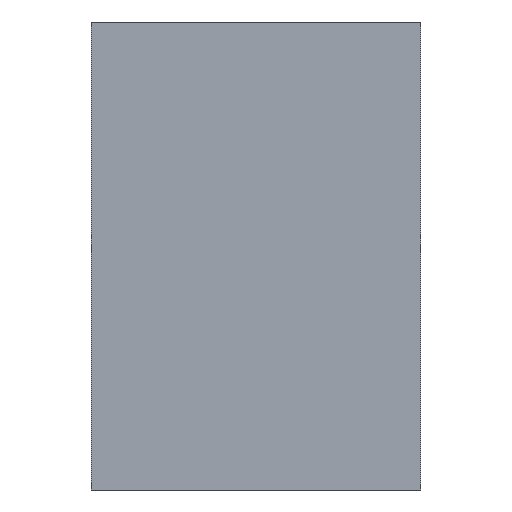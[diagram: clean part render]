
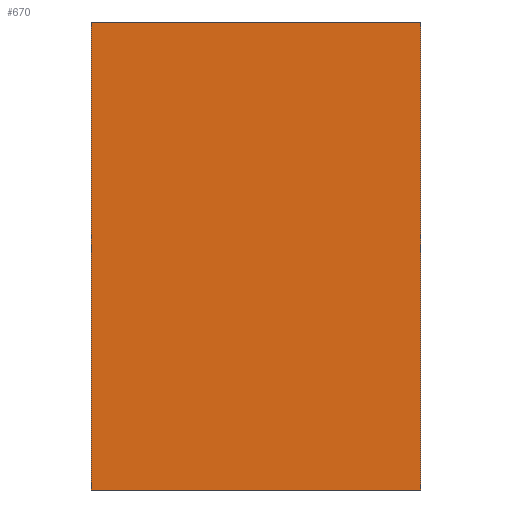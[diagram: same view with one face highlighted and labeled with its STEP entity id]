
A CAD part, left-side view. The second image highlights one B-rep face of the part: STEP entity #670.
In plain terms, the highlighted planar face has unit normal (-1, 0, 0).
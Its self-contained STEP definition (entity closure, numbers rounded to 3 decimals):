
#38=PLANE('',#733);
#72=FACE_OUTER_BOUND('',#112,.T.);
#112=EDGE_LOOP('',(#602,#603,#604,#605));
#159=LINE('',#1130,#227);
#178=LINE('',#1181,#246);
#198=LINE('',#1216,#266);
#199=LINE('',#1217,#267);
#227=VECTOR('',#819,10.);
#246=VECTOR('',#858,10.);
#266=VECTOR('',#892,10.);
#267=VECTOR('',#893,10.);
#321=VERTEX_POINT('',#1127);
#322=VERTEX_POINT('',#1129);
#337=VERTEX_POINT('',#1178);
#338=VERTEX_POINT('',#1180);
#397=EDGE_CURVE('',#322,#321,#159,.T.);
#421=EDGE_CURVE('',#338,#337,#178,.T.);
#441=EDGE_CURVE('',#338,#321,#198,.T.);
#442=EDGE_CURVE('',#322,#337,#199,.T.);
#602=ORIENTED_EDGE('',*,*,#397,.T.);
#603=ORIENTED_EDGE('',*,*,#441,.F.);
#604=ORIENTED_EDGE('',*,*,#421,.T.);
#605=ORIENTED_EDGE('',*,*,#442,.F.);
#670=ADVANCED_FACE('',(#72),#38,.T.);
#733=AXIS2_PLACEMENT_3D('',#1215,#890,#891);
#819=DIRECTION('',(0.,0.,1.));
#858=DIRECTION('',(0.,0.,-1.));
#890=DIRECTION('center_axis',(-1.,0.,0.));
#891=DIRECTION('ref_axis',(0.,0.,-1.));
#892=DIRECTION('',(0.,-1.,0.));
#893=DIRECTION('',(0.,1.,0.));
#1127=CARTESIAN_POINT('',(-16.901,80.519,-108.135));
#1129=CARTESIAN_POINT('',(-16.901,80.519,-133.535));
#1130=CARTESIAN_POINT('',(-16.901,80.519,-111.835));
#1178=CARTESIAN_POINT('',(-16.901,98.419,-133.535));
#1180=CARTESIAN_POINT('',(-16.901,98.419,-108.135));
#1181=CARTESIAN_POINT('',(-16.901,98.419,-129.835));
#1215=CARTESIAN_POINT('Origin',(-16.901,90.2,-103.341));
#1216=CARTESIAN_POINT('',(-16.901,80.519,-108.135));
#1217=CARTESIAN_POINT('',(-16.901,89.835,-133.535));
